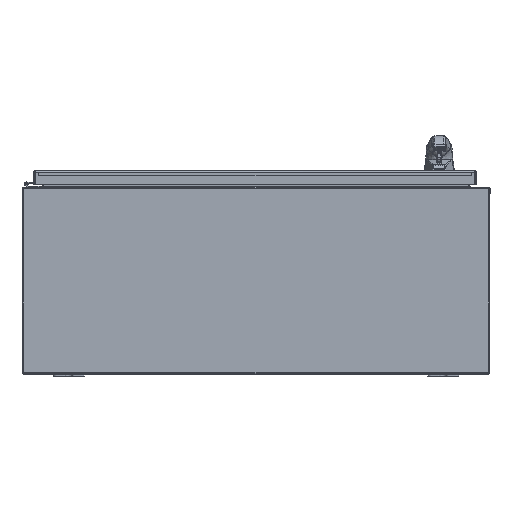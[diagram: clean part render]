
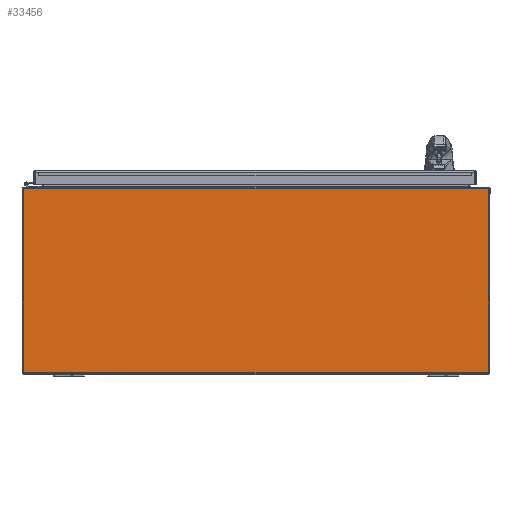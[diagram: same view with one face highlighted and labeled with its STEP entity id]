
A CAD part, front view. The second image highlights one B-rep face of the part: STEP entity #33456.
In plain terms, the highlighted planar face has unit normal (0, -1, 0).
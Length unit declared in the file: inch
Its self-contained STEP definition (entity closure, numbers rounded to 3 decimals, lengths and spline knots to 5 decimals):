
#4087 = VERTEX_POINT ( 'NONE', #85149 ) ;
#6861 = CARTESIAN_POINT ( 'NONE',  ( -14.91495, -18., 11.89475 ) ) ;
#6888 = EDGE_CURVE ( 'NONE', #121442, #94436, #24459, .T. ) ;
#7153 = VERTEX_POINT ( 'NONE', #6861 ) ;
#10310 = DIRECTION ( 'NONE',  ( -1., 0., 0. ) ) ;
#10724 = ORIENTED_EDGE ( 'NONE', *, *, #122983, .T. ) ;
#15490 = VECTOR ( 'NONE', #10310, 39.37008 ) ;
#19398 = CARTESIAN_POINT ( 'NONE',  ( -14.93789, -18., 0.06211 ) ) ;
#21292 = DIRECTION ( 'NONE',  ( -1., 0., 0. ) ) ;
#21338 = VECTOR ( 'NONE', #21292, 39.37008 ) ;
#24459 = LINE ( 'NONE', #61250, #97325 ) ;
#28853 = CARTESIAN_POINT ( 'NONE',  ( -14.91495, -18., 11.89475 ) ) ;
#28908 = DIRECTION ( 'NONE',  ( 1., 0., 0. ) ) ;
#30433 = CARTESIAN_POINT ( 'NONE',  ( -14.88277, -18., 0.10525 ) ) ;
#30725 = ORIENTED_EDGE ( 'NONE', *, *, #69615, .F. ) ;
#31978 = VERTEX_POINT ( 'NONE', #81975 ) ;
#33117 = AXIS2_PLACEMENT_3D ( 'NONE', #19398, #85793, #28908 ) ;
#33321 = VERTEX_POINT ( 'NONE', #96806 ) ;
#33456 = ADVANCED_FACE ( 'NONE', ( #89132 ), #88197, .F. ) ;
#38215 = ORIENTED_EDGE ( 'NONE', *, *, #106236, .T. ) ;
#40069 = CARTESIAN_POINT ( 'NONE',  ( 14.91495, -18., 11.89475 ) ) ;
#40738 = LINE ( 'NONE', #67209, #15490 ) ;
#41531 = CIRCLE ( 'NONE', #47127, 0.07 ) ;
#41986 = DIRECTION ( 'NONE',  ( 0., 0., -1. ) ) ;
#46539 = LINE ( 'NONE', #78092, #21338 ) ;
#47094 = CARTESIAN_POINT ( 'NONE',  ( 14.93789, -18., 0.06211 ) ) ;
#47127 = AXIS2_PLACEMENT_3D ( 'NONE', #47094, #113711, #56753 ) ;
#51400 = ORIENTED_EDGE ( 'NONE', *, *, #78621, .T. ) ;
#54078 = DIRECTION ( 'NONE',  ( 0., 0., 1. ) ) ;
#56753 = DIRECTION ( 'NONE',  ( 1., 0., 0. ) ) ;
#59172 = EDGE_CURVE ( 'NONE', #78792, #7153, #40738, .T. ) ;
#61250 = CARTESIAN_POINT ( 'NONE',  ( 14.963, -18., 11.89475 ) ) ;
#63730 = CARTESIAN_POINT ( 'NONE',  ( -14.963, -18., 0.12745 ) ) ;
#63893 = VECTOR ( 'NONE', #54078, 39.37008 ) ;
#66840 = LINE ( 'NONE', #63730, #63893 ) ;
#67209 = CARTESIAN_POINT ( 'NONE',  ( 14.91495, -18., 11.89475 ) ) ;
#68317 = ORIENTED_EDGE ( 'NONE', *, *, #6888, .F. ) ;
#69240 = AXIS2_PLACEMENT_3D ( 'NONE', #84883, #84746, #84655 ) ;
#69615 = EDGE_CURVE ( 'NONE', #4087, #31978, #66840, .T. ) ;
#71516 = CARTESIAN_POINT ( 'NONE',  ( -14.88277, -18., 0.10525 ) ) ;
#71815 = CARTESIAN_POINT ( 'NONE',  ( 14.963, -18., 0.12745 ) ) ;
#74477 = EDGE_CURVE ( 'NONE', #121442, #78792, #46539, .T. ) ;
#76193 = DIRECTION ( 'NONE',  ( -1., 0., 0. ) ) ;
#76800 = ORIENTED_EDGE ( 'NONE', *, *, #74477, .T. ) ;
#76972 = VERTEX_POINT ( 'NONE', #71516 ) ;
#78092 = CARTESIAN_POINT ( 'NONE',  ( 14.963, -18., 11.89475 ) ) ;
#78621 = EDGE_CURVE ( 'NONE', #7153, #31978, #108026, .T. ) ;
#78792 = VERTEX_POINT ( 'NONE', #40069 ) ;
#81975 = CARTESIAN_POINT ( 'NONE',  ( -14.963, -18., 11.89475 ) ) ;
#84655 = DIRECTION ( 'NONE',  ( 1., 0., 0. ) ) ;
#84746 = DIRECTION ( 'NONE',  ( 0., 1., 0. ) ) ;
#84883 = CARTESIAN_POINT ( 'NONE',  ( 0., -18., 6.00948 ) ) ;
#85149 = CARTESIAN_POINT ( 'NONE',  ( -14.963, -18., 0.12745 ) ) ;
#85398 = VECTOR ( 'NONE', #87344, 39.37008 ) ;
#85793 = DIRECTION ( 'NONE',  ( 0., 1., 0. ) ) ;
#87344 = DIRECTION ( 'NONE',  ( 1., 0., 0. ) ) ;
#88197 = PLANE ( 'NONE',  #69240 ) ;
#89132 = FACE_OUTER_BOUND ( 'NONE', #114194, .T. ) ;
#89577 = ORIENTED_EDGE ( 'NONE', *, *, #59172, .T. ) ;
#91362 = LINE ( 'NONE', #30433, #85398 ) ;
#94436 = VERTEX_POINT ( 'NONE', #71815 ) ;
#95835 = CIRCLE ( 'NONE', #33117, 0.07 ) ;
#96806 = CARTESIAN_POINT ( 'NONE',  ( 14.88277, -18., 0.10525 ) ) ;
#97325 = VECTOR ( 'NONE', #41986, 39.37008 ) ;
#100933 = ORIENTED_EDGE ( 'NONE', *, *, #109563, .T. ) ;
#101986 = VECTOR ( 'NONE', #76193, 39.37008 ) ;
#106236 = EDGE_CURVE ( 'NONE', #33321, #94436, #41531, .T. ) ;
#107274 = CARTESIAN_POINT ( 'NONE',  ( 14.963, -18., 11.89475 ) ) ;
#108026 = LINE ( 'NONE', #28853, #101986 ) ;
#109563 = EDGE_CURVE ( 'NONE', #4087, #76972, #95835, .T. ) ;
#113711 = DIRECTION ( 'NONE',  ( 0., 1., 0. ) ) ;
#114194 = EDGE_LOOP ( 'NONE', ( #76800, #89577, #51400, #30725, #100933, #10724, #38215, #68317 ) ) ;
#121442 = VERTEX_POINT ( 'NONE', #107274 ) ;
#122983 = EDGE_CURVE ( 'NONE', #76972, #33321, #91362, .T. ) ;
